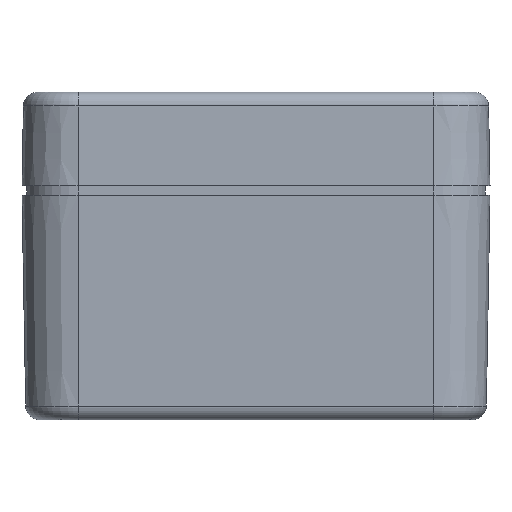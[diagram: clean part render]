
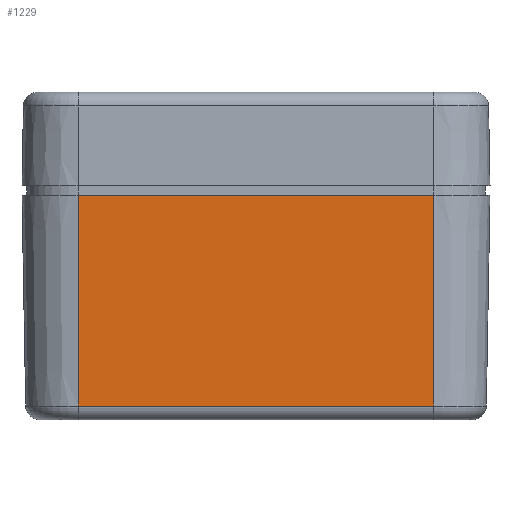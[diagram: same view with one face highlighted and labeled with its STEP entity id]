
A CAD part, left-side view. The second image highlights one B-rep face of the part: STEP entity #1229.
In plain terms, the highlighted planar face has unit normal (-1, 0, -0.018).
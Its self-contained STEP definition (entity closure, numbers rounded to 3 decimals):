
#57 = VERTEX_POINT ( 'NONE', #2680 ) ;
#1119 = VERTEX_POINT ( 'NONE', #4620 ) ;
#1122 = EDGE_CURVE ( 'NONE', #1123, #1119, #4618, .T. ) ;
#1123 = VERTEX_POINT ( 'NONE', #4614 ) ;
#1220 = EDGE_CURVE ( 'NONE', #57, #1123, #4732, .T. ) ;
#1226 = VERTEX_POINT ( 'NONE', #4723 ) ;
#1228 = EDGE_CURVE ( 'NONE', #1119, #1226, #4722, .T. ) ;
#1229 = ADVANCED_FACE ( 'NONE', ( #4782 ), #4781, .T. ) ;
#1230 = EDGE_LOOP ( 'NONE', ( #1231, #1232, #1233, #1235 ) ) ;
#1231 = ORIENTED_EDGE ( 'NONE', *, *, #1122, .T. ) ;
#1232 = ORIENTED_EDGE ( 'NONE', *, *, #1228, .T. ) ;
#1233 = ORIENTED_EDGE ( 'NONE', *, *, #1234, .F. ) ;
#1234 = EDGE_CURVE ( 'NONE', #57, #1226, #4776, .T. ) ;
#1235 = ORIENTED_EDGE ( 'NONE', *, *, #1220, .T. ) ;
#2680 = CARTESIAN_POINT ( 'NONE',  ( 1118.176, -989.852, -21.163 ) ) ;
#4614 = CARTESIAN_POINT ( 'NONE',  ( 1117.783, -989.852, 1.363 ) ) ;
#4615 = DIRECTION ( 'NONE',  ( 0., 1., 0. ) ) ;
#4616 = VECTOR ( 'NONE', #4615, 1000. ) ;
#4617 = CARTESIAN_POINT ( 'NONE',  ( 1117.783, -951.852, 1.363 ) ) ;
#4618 = LINE ( 'NONE', #4617, #4616 ) ;
#4620 = CARTESIAN_POINT ( 'NONE',  ( 1117.783, -951.852, 1.363 ) ) ;
#4721 = CARTESIAN_POINT ( 'NONE',  ( 1117.783, -951.852, 1.363 ) ) ;
#4722 = LINE ( 'NONE', #4721, #4784 ) ;
#4723 = CARTESIAN_POINT ( 'NONE',  ( 1118.176, -951.852, -21.163 ) ) ;
#4729 = DIRECTION ( 'NONE',  ( -0.017, 0., 1. ) ) ;
#4730 = VECTOR ( 'NONE', #4729, 1000. ) ;
#4731 = CARTESIAN_POINT ( 'NONE',  ( 1117.783, -989.852, 1.363 ) ) ;
#4732 = LINE ( 'NONE', #4731, #4730 ) ;
#4773 = DIRECTION ( 'NONE',  ( 0., 1., 0. ) ) ;
#4774 = VECTOR ( 'NONE', #4773, 1000. ) ;
#4775 = CARTESIAN_POINT ( 'NONE',  ( 1118.176, -961.352, -21.163 ) ) ;
#4776 = LINE ( 'NONE', #4775, #4774 ) ;
#4777 = DIRECTION ( 'NONE',  ( -0.017, 0., 1. ) ) ;
#4778 = DIRECTION ( 'NONE',  ( -1., 0., -0.017 ) ) ;
#4779 = CARTESIAN_POINT ( 'NONE',  ( 1117.783, -951.852, 1.363 ) ) ;
#4780 = AXIS2_PLACEMENT_3D ( 'NONE', #4779, #4778, #4777 ) ;
#4781 = PLANE ( 'NONE',  #4780 ) ;
#4782 = FACE_OUTER_BOUND ( 'NONE', #1230, .T. ) ;
#4783 = DIRECTION ( 'NONE',  ( 0.017, 0., -1. ) ) ;
#4784 = VECTOR ( 'NONE', #4783, 1000. ) ;
